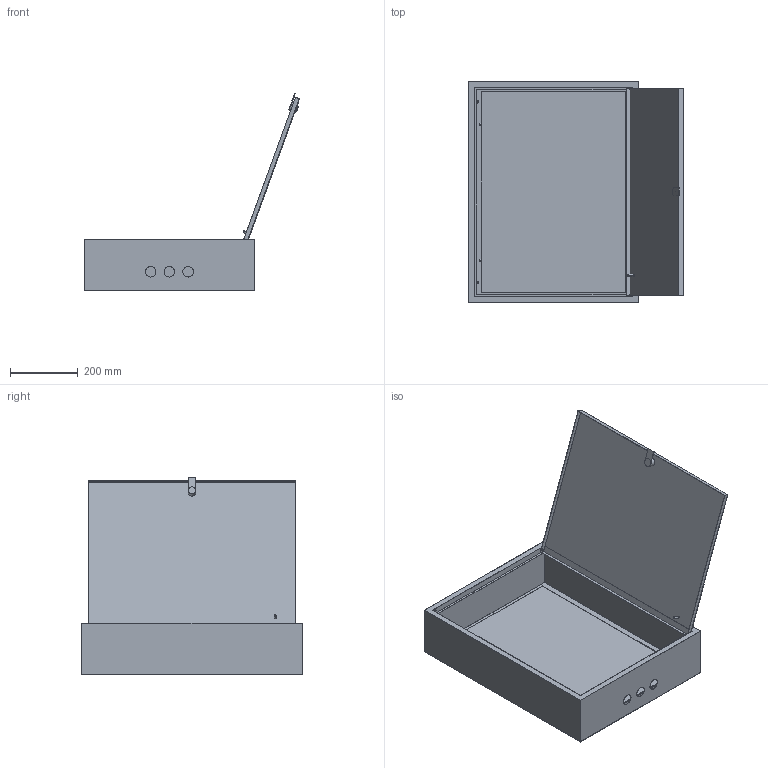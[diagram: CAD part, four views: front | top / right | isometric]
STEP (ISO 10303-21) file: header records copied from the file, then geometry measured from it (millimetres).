
FILE_DESCRIPTION (( 'STEP AP214' ), '1' );
FILE_NAME ('SHMP-3-1_LIGHT_IP31.STEP', '2016-10-19T06:15:36', ( 'user' ), ( '' ), 'SwSTEP 2.0', 'SolidWorks 2014', '' );
FILE_SCHEMA (( 'AUTOMOTIVE_DESIGN' ));
Length unit declared in the file: millimetre
Products named in the file (4): SHMP-3-1_LIGHT_IP31; Dver_SHMP_LIGHT_3; Panel_SHMP_LIGHT_3; Obolochka_SHMP_LIGHT_3-1
Assembly tree (3 placements, depth 2):
  SHMP-3-1_LIGHT_IP31
    Obolochka_SHMP_LIGHT_3-1
    Dver_SHMP_LIGHT_3
    Panel_SHMP_LIGHT_3
Bounding box: 633.17 x 650 x 579.3 mm (x, y, z)
Volume: 1026760.1 mm3; surface area: 2246805.2 mm2
Topology: 9 solids, 9 shells, 167 faces, 408 edges, 270 vertices
Faces by surface type: plane 103, cylinder 58, cone 6
Entity records: 5198 total; most frequent: DIRECTION 878, CARTESIAN_POINT 851, ORIENTED_EDGE 816, EDGE_CURVE 408, AXIS2_PLACEMENT_3D 297, LINE 284, VECTOR 284, VERTEX_POINT 270
